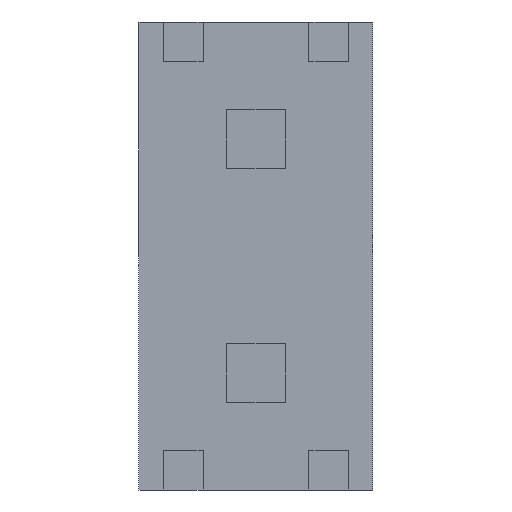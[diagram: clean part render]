
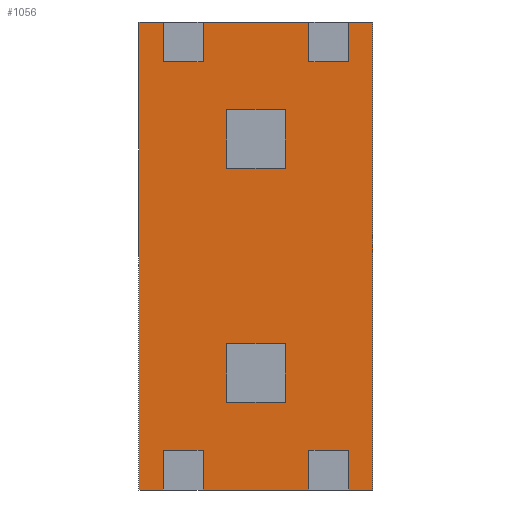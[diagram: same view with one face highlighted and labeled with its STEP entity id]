
A CAD part, front view. The second image highlights one B-rep face of the part: STEP entity #1056.
In plain terms, the highlighted planar face has unit normal (0, -1, 0).
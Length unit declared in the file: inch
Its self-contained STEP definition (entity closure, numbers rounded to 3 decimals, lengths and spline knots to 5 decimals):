
#155=ORIENTED_EDGE('',*,*,#399,.T.);
#156=ORIENTED_EDGE('',*,*,#335,.F.);
#157=ORIENTED_EDGE('',*,*,#370,.T.);
#158=ORIENTED_EDGE('',*,*,#397,.T.);
#159=ORIENTED_EDGE('',*,*,#359,.T.);
#160=ORIENTED_EDGE('',*,*,#339,.F.);
#161=ORIENTED_EDGE('',*,*,#400,.F.);
#162=ORIENTED_EDGE('',*,*,#350,.T.);
#163=ORIENTED_EDGE('',*,*,#364,.T.);
#164=ORIENTED_EDGE('',*,*,#357,.F.);
#165=ORIENTED_EDGE('',*,*,#401,.F.);
#166=ORIENTED_EDGE('',*,*,#344,.T.);
#167=ORIENTED_EDGE('',*,*,#363,.T.);
#168=ORIENTED_EDGE('',*,*,#395,.T.);
#169=ORIENTED_EDGE('',*,*,#366,.T.);
#170=ORIENTED_EDGE('',*,*,#342,.T.);
#171=ORIENTED_EDGE('',*,*,#402,.T.);
#172=ORIENTED_EDGE('',*,*,#353,.F.);
#173=ORIENTED_EDGE('',*,*,#365,.T.);
#174=ORIENTED_EDGE('',*,*,#348,.T.);
#175=ORIENTED_EDGE('',*,*,#391,.F.);
#176=ORIENTED_EDGE('',*,*,#378,.F.);
#177=ORIENTED_EDGE('',*,*,#375,.F.);
#178=ORIENTED_EDGE('',*,*,#372,.F.);
#179=ORIENTED_EDGE('',*,*,#393,.F.);
#180=ORIENTED_EDGE('',*,*,#388,.F.);
#181=ORIENTED_EDGE('',*,*,#385,.F.);
#182=ORIENTED_EDGE('',*,*,#382,.F.);
#335=EDGE_CURVE('',#479,#480,#575,.T.);
#339=EDGE_CURVE('',#481,#482,#579,.T.);
#342=EDGE_CURVE('',#484,#483,#582,.T.);
#344=EDGE_CURVE('',#485,#486,#584,.T.);
#348=EDGE_CURVE('',#488,#487,#588,.T.);
#350=EDGE_CURVE('',#489,#490,#590,.T.);
#353=EDGE_CURVE('',#491,#492,#593,.T.);
#357=EDGE_CURVE('',#493,#494,#597,.T.);
#359=EDGE_CURVE('',#495,#482,#599,.T.);
#363=EDGE_CURVE('',#486,#498,#603,.T.);
#364=EDGE_CURVE('',#490,#494,#604,.T.);
#365=EDGE_CURVE('',#491,#488,#605,.T.);
#366=EDGE_CURVE('',#499,#484,#606,.T.);
#370=EDGE_CURVE('',#479,#502,#610,.T.);
#372=EDGE_CURVE('',#504,#505,#612,.T.);
#375=EDGE_CURVE('',#505,#507,#615,.T.);
#378=EDGE_CURVE('',#507,#509,#618,.T.);
#382=EDGE_CURVE('',#512,#513,#622,.T.);
#385=EDGE_CURVE('',#513,#515,#625,.T.);
#388=EDGE_CURVE('',#515,#517,#628,.T.);
#391=EDGE_CURVE('',#509,#504,#631,.T.);
#393=EDGE_CURVE('',#517,#512,#633,.T.);
#395=EDGE_CURVE('',#498,#499,#635,.T.);
#397=EDGE_CURVE('',#502,#495,#637,.T.);
#399=EDGE_CURVE('',#487,#480,#639,.T.);
#400=EDGE_CURVE('',#489,#481,#640,.T.);
#401=EDGE_CURVE('',#485,#493,#641,.T.);
#402=EDGE_CURVE('',#483,#492,#642,.T.);
#479=VERTEX_POINT('',#1472);
#480=VERTEX_POINT('',#1473);
#481=VERTEX_POINT('',#1478);
#482=VERTEX_POINT('',#1480);
#483=VERTEX_POINT('',#1484);
#484=VERTEX_POINT('',#1486);
#485=VERTEX_POINT('',#1490);
#486=VERTEX_POINT('',#1491);
#487=VERTEX_POINT('',#1496);
#488=VERTEX_POINT('',#1498);
#489=VERTEX_POINT('',#1502);
#490=VERTEX_POINT('',#1503);
#491=VERTEX_POINT('',#1508);
#492=VERTEX_POINT('',#1509);
#493=VERTEX_POINT('',#1514);
#494=VERTEX_POINT('',#1516);
#495=VERTEX_POINT('',#1520);
#498=VERTEX_POINT('',#1526);
#499=VERTEX_POINT('',#1532);
#502=VERTEX_POINT('',#1538);
#504=VERTEX_POINT('',#1543);
#505=VERTEX_POINT('',#1545);
#507=VERTEX_POINT('',#1551);
#509=VERTEX_POINT('',#1557);
#512=VERTEX_POINT('',#1564);
#513=VERTEX_POINT('',#1566);
#515=VERTEX_POINT('',#1572);
#517=VERTEX_POINT('',#1578);
#575=LINE('',#1471,#719);
#579=LINE('',#1479,#723);
#582=LINE('',#1485,#726);
#584=LINE('',#1489,#728);
#588=LINE('',#1497,#732);
#590=LINE('',#1501,#734);
#593=LINE('',#1507,#737);
#597=LINE('',#1515,#741);
#599=LINE('',#1519,#743);
#603=LINE('',#1527,#747);
#604=LINE('',#1528,#748);
#605=LINE('',#1530,#749);
#606=LINE('',#1531,#750);
#610=LINE('',#1539,#754);
#612=LINE('',#1544,#756);
#615=LINE('',#1550,#759);
#618=LINE('',#1556,#762);
#622=LINE('',#1565,#766);
#625=LINE('',#1571,#769);
#628=LINE('',#1577,#772);
#631=LINE('',#1583,#775);
#633=LINE('',#1586,#777);
#635=LINE('',#1589,#779);
#637=LINE('',#1592,#781);
#639=LINE('',#1596,#783);
#640=LINE('',#1597,#784);
#641=LINE('',#1598,#785);
#642=LINE('',#1599,#786);
#719=VECTOR('',#1199,39.37008);
#723=VECTOR('',#1205,39.37008);
#726=VECTOR('',#1210,39.37008);
#728=VECTOR('',#1214,39.37008);
#732=VECTOR('',#1220,39.37008);
#734=VECTOR('',#1224,39.37008);
#737=VECTOR('',#1229,39.37008);
#741=VECTOR('',#1235,39.37008);
#743=VECTOR('',#1239,39.37008);
#747=VECTOR('',#1243,39.37008);
#748=VECTOR('',#1244,39.37008);
#749=VECTOR('',#1247,39.37008);
#750=VECTOR('',#1248,39.37008);
#754=VECTOR('',#1252,39.37008);
#756=VECTOR('',#1256,39.37008);
#759=VECTOR('',#1261,39.37008);
#762=VECTOR('',#1266,39.37008);
#766=VECTOR('',#1272,39.37008);
#769=VECTOR('',#1277,39.37008);
#772=VECTOR('',#1282,39.37008);
#775=VECTOR('',#1287,39.37008);
#777=VECTOR('',#1291,39.37008);
#779=VECTOR('',#1295,39.37008);
#781=VECTOR('',#1299,39.37008);
#783=VECTOR('',#1305,39.37008);
#784=VECTOR('',#1306,39.37008);
#785=VECTOR('',#1307,39.37008);
#786=VECTOR('',#1308,39.37008);
#874=EDGE_LOOP('',(#155,#156,#157,#158,#159,#160,#161,#162,#163,#164,#165,
#166,#167,#168,#169,#170,#171,#172,#173,#174));
#875=EDGE_LOOP('',(#175,#176,#177,#178));
#876=EDGE_LOOP('',(#179,#180,#181,#182));
#938=FACE_BOUND('',#874,.T.);
#939=FACE_BOUND('',#875,.T.);
#940=FACE_BOUND('',#876,.T.);
#1000=PLANE('',#1138);
#1056=ADVANCED_FACE('',(#938,#939,#940),#1000,.T.);
#1138=AXIS2_PLACEMENT_3D('',#1595,#1303,#1304);
#1199=DIRECTION('',(0.,0.,-1.));
#1205=DIRECTION('',(0.,0.,-1.));
#1210=DIRECTION('',(0.,0.,-1.));
#1214=DIRECTION('',(0.,0.,-1.));
#1220=DIRECTION('',(0.,0.,-1.));
#1224=DIRECTION('',(0.,0.,-1.));
#1229=DIRECTION('',(0.,0.,-1.));
#1235=DIRECTION('',(0.,0.,-1.));
#1239=DIRECTION('',(1.,0.,0.));
#1243=DIRECTION('',(1.,0.,0.));
#1244=DIRECTION('',(1.,0.,0.));
#1247=DIRECTION('',(-1.,0.,0.));
#1248=DIRECTION('',(-1.,0.,0.));
#1252=DIRECTION('',(-1.,0.,0.));
#1256=DIRECTION('',(1.,0.,0.));
#1261=DIRECTION('',(0.,0.,1.));
#1266=DIRECTION('',(-1.,0.,0.));
#1272=DIRECTION('',(1.,0.,0.));
#1277=DIRECTION('',(0.,0.,1.));
#1282=DIRECTION('',(-1.,0.,0.));
#1287=DIRECTION('',(0.,0.,-1.));
#1291=DIRECTION('',(0.,0.,-1.));
#1295=DIRECTION('',(0.,0.,1.));
#1299=DIRECTION('',(0.,0.,-1.));
#1303=DIRECTION('',(0.,-1.,0.));
#1304=DIRECTION('',(0.,0.,-1.));
#1305=DIRECTION('',(-1.,0.,0.));
#1306=DIRECTION('',(-1.,0.,0.));
#1307=DIRECTION('',(-1.,0.,0.));
#1308=DIRECTION('',(-1.,0.,0.));
#1471=CARTESIAN_POINT('',(-0.0396,0.02,0.2));
#1472=CARTESIAN_POINT('',(-0.0396,0.02,0.1));
#1473=CARTESIAN_POINT('',(-0.0396,0.02,0.083));
#1478=CARTESIAN_POINT('',(-0.0396,0.02,-0.083));
#1479=CARTESIAN_POINT('',(-0.0396,0.02,0.2));
#1480=CARTESIAN_POINT('',(-0.0396,0.02,-0.1));
#1484=CARTESIAN_POINT('',(0.0396,0.02,0.083));
#1485=CARTESIAN_POINT('',(0.0396,0.02,0.2));
#1486=CARTESIAN_POINT('',(0.0396,0.02,0.1));
#1489=CARTESIAN_POINT('',(0.0396,0.02,0.2));
#1490=CARTESIAN_POINT('',(0.0396,0.02,-0.083));
#1491=CARTESIAN_POINT('',(0.0396,0.02,-0.1));
#1496=CARTESIAN_POINT('',(-0.0226,0.02,0.083));
#1497=CARTESIAN_POINT('',(-0.0226,0.02,0.2));
#1498=CARTESIAN_POINT('',(-0.0226,0.02,0.1));
#1501=CARTESIAN_POINT('',(-0.0226,0.02,0.2));
#1502=CARTESIAN_POINT('',(-0.0226,0.02,-0.083));
#1503=CARTESIAN_POINT('',(-0.0226,0.02,-0.1));
#1507=CARTESIAN_POINT('',(0.0226,0.02,0.2));
#1508=CARTESIAN_POINT('',(0.0226,0.02,0.1));
#1509=CARTESIAN_POINT('',(0.0226,0.02,0.083));
#1514=CARTESIAN_POINT('',(0.0226,0.02,-0.083));
#1515=CARTESIAN_POINT('',(0.0226,0.02,0.2));
#1516=CARTESIAN_POINT('',(0.0226,0.02,-0.1));
#1519=CARTESIAN_POINT('',(0.05,0.02,-0.1));
#1520=CARTESIAN_POINT('',(-0.05,0.02,-0.1));
#1526=CARTESIAN_POINT('',(0.05,0.02,-0.1));
#1527=CARTESIAN_POINT('',(0.05,0.02,-0.1));
#1528=CARTESIAN_POINT('',(0.05,0.02,-0.1));
#1530=CARTESIAN_POINT('',(-0.05,0.02,0.1));
#1531=CARTESIAN_POINT('',(-0.05,0.02,0.1));
#1532=CARTESIAN_POINT('',(0.05,0.02,0.1));
#1538=CARTESIAN_POINT('',(-0.05,0.02,0.1));
#1539=CARTESIAN_POINT('',(-0.05,0.02,0.1));
#1543=CARTESIAN_POINT('',(-0.0125,0.02,0.0375));
#1544=CARTESIAN_POINT('',(0.0125,0.02,0.0375));
#1545=CARTESIAN_POINT('',(0.0125,0.02,0.0375));
#1550=CARTESIAN_POINT('',(0.0125,0.02,0.0625));
#1551=CARTESIAN_POINT('',(0.0125,0.02,0.0625));
#1556=CARTESIAN_POINT('',(-0.0125,0.02,0.0625));
#1557=CARTESIAN_POINT('',(-0.0125,0.02,0.0625));
#1564=CARTESIAN_POINT('',(-0.0125,0.02,-0.0625));
#1565=CARTESIAN_POINT('',(0.0125,0.02,-0.0625));
#1566=CARTESIAN_POINT('',(0.0125,0.02,-0.0625));
#1571=CARTESIAN_POINT('',(0.0125,0.02,-0.0375));
#1572=CARTESIAN_POINT('',(0.0125,0.02,-0.0375));
#1577=CARTESIAN_POINT('',(-0.0125,0.02,-0.0375));
#1578=CARTESIAN_POINT('',(-0.0125,0.02,-0.0375));
#1583=CARTESIAN_POINT('',(-0.0125,0.02,0.0375));
#1586=CARTESIAN_POINT('',(-0.0125,0.02,-0.0625));
#1589=CARTESIAN_POINT('',(0.05,0.02,0.1));
#1592=CARTESIAN_POINT('',(-0.05,0.02,-0.1));
#1595=CARTESIAN_POINT('',(-0.0396,0.02,0.2));
#1596=CARTESIAN_POINT('',(0.1,0.02,0.083));
#1597=CARTESIAN_POINT('',(0.1,0.02,-0.083));
#1598=CARTESIAN_POINT('',(0.1,0.02,-0.083));
#1599=CARTESIAN_POINT('',(0.1,0.02,0.083));
